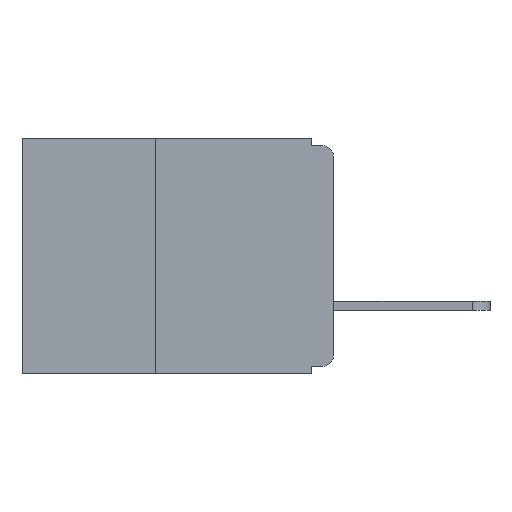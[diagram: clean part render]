
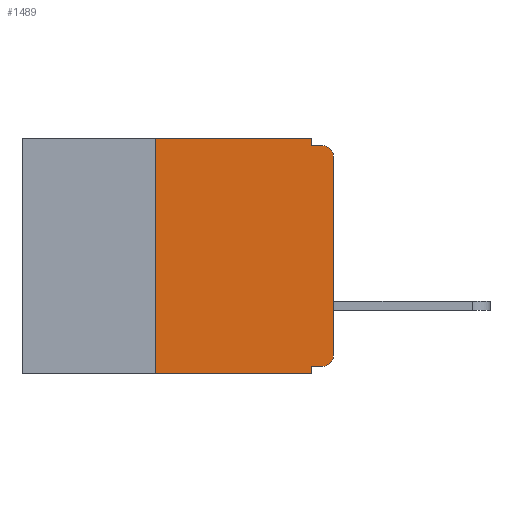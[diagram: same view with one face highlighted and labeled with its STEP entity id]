
A CAD part, left-side view. The second image highlights one B-rep face of the part: STEP entity #1489.
In plain terms, the highlighted planar face has unit normal (-1, 0, 0).
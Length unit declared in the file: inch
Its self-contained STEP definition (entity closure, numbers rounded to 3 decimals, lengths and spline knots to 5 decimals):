
#15 = EDGE_CURVE ( 'NONE', #11779, #8212, #1477, .T. ) ;
#25 = ORIENTED_EDGE ( 'NONE', *, *, #7737, .F. ) ;
#238 = ORIENTED_EDGE ( 'NONE', *, *, #2962, .F. ) ;
#242 = ORIENTED_EDGE ( 'NONE', *, *, #2144, .F. ) ;
#354 = CARTESIAN_POINT ( 'NONE',  ( 0., 0.015, -0.305 ) ) ;
#470 = CARTESIAN_POINT ( 'NONE',  ( 0., 0.031, 0. ) ) ;
#714 = CARTESIAN_POINT ( 'NONE',  ( 0., 0.015, -0.32 ) ) ;
#730 = CARTESIAN_POINT ( 'NONE',  ( 0., 0.437, 0. ) ) ;
#773 = ORIENTED_EDGE ( 'NONE', *, *, #7472, .T. ) ;
#1275 = ORIENTED_EDGE ( 'NONE', *, *, #7033, .T. ) ;
#1301 = LINE ( 'NONE', #11189, #2288 ) ;
#1386 = CARTESIAN_POINT ( 'NONE',  ( 0., 0.437, 0. ) ) ;
#1424 = LINE ( 'NONE', #1386, #4608 ) ;
#1477 = LINE ( 'NONE', #2177, #10330 ) ;
#1489 = ADVANCED_FACE ( 'NONE', ( #3923 ), #6230, .F. ) ;
#1528 = CIRCLE ( 'NONE', #3883, 0.015 ) ;
#1716 = ORIENTED_EDGE ( 'NONE', *, *, #15, .F. ) ;
#2144 = EDGE_CURVE ( 'NONE', #8212, #7682, #1301, .T. ) ;
#2177 = CARTESIAN_POINT ( 'NONE',  ( 0., 0.031, 0. ) ) ;
#2226 = DIRECTION ( 'NONE',  ( -1., 0., 0. ) ) ;
#2278 = LINE ( 'NONE', #6859, #10132 ) ;
#2288 = VECTOR ( 'NONE', #8550, 39.37008 ) ;
#2306 = DIRECTION ( 'NONE',  ( 0., -1., 0. ) ) ;
#2320 = VERTEX_POINT ( 'NONE', #9000 ) ;
#2322 = VECTOR ( 'NONE', #5314, 39.37008 ) ;
#2546 = ORIENTED_EDGE ( 'NONE', *, *, #5778, .F. ) ;
#2634 = DIRECTION ( 'NONE',  ( 1., 0., 0. ) ) ;
#2730 = VERTEX_POINT ( 'NONE', #6214 ) ;
#2962 = EDGE_CURVE ( 'NONE', #6607, #2320, #2278, .T. ) ;
#3143 = ORIENTED_EDGE ( 'NONE', *, *, #3306, .F. ) ;
#3270 = DIRECTION ( 'NONE',  ( 0., 1., 0. ) ) ;
#3306 = EDGE_CURVE ( 'NONE', #10127, #11779, #1424, .T. ) ;
#3456 = ORIENTED_EDGE ( 'NONE', *, *, #4766, .T. ) ;
#3558 = DIRECTION ( 'NONE',  ( 0., 0., -1. ) ) ;
#3883 = AXIS2_PLACEMENT_3D ( 'NONE', #11561, #6992, #6947 ) ;
#3923 = FACE_OUTER_BOUND ( 'NONE', #6065, .T. ) ;
#3954 = DIRECTION ( 'NONE',  ( 0., 0., 1. ) ) ;
#4474 = CARTESIAN_POINT ( 'NONE',  ( 0., 0.031, -0.33 ) ) ;
#4608 = VECTOR ( 'NONE', #2306, 39.37008 ) ;
#4766 = EDGE_CURVE ( 'NONE', #5575, #7682, #1528, .T. ) ;
#4838 = AXIS2_PLACEMENT_3D ( 'NONE', #354, #2226, #6833 ) ;
#5314 = DIRECTION ( 'NONE',  ( 0., -1., 0. ) ) ;
#5575 = VERTEX_POINT ( 'NONE', #9158 ) ;
#5778 = EDGE_CURVE ( 'NONE', #6081, #10127, #8030, .T. ) ;
#6065 = EDGE_LOOP ( 'NONE', ( #11583, #3456, #242, #1716, #3143, #2546, #1275, #25, #238, #773 ) ) ;
#6081 = VERTEX_POINT ( 'NONE', #8236 ) ;
#6214 = CARTESIAN_POINT ( 'NONE',  ( 0., 0.031, -0.33 ) ) ;
#6230 = PLANE ( 'NONE',  #10312 ) ;
#6607 = VERTEX_POINT ( 'NONE', #714 ) ;
#6678 = VECTOR ( 'NONE', #3558, 39.37008 ) ;
#6703 = CARTESIAN_POINT ( 'NONE',  ( 0., 0., -0.305 ) ) ;
#6833 = DIRECTION ( 'NONE',  ( 0., 0., -1. ) ) ;
#6835 = CIRCLE ( 'NONE', #4838, 0.015 ) ;
#6859 = CARTESIAN_POINT ( 'NONE',  ( 0., 0., -0.32 ) ) ;
#6947 = DIRECTION ( 'NONE',  ( 0., 0., -1. ) ) ;
#6992 = DIRECTION ( 'NONE',  ( -1., 0., 0. ) ) ;
#7033 = EDGE_CURVE ( 'NONE', #6081, #2730, #11049, .T. ) ;
#7213 = VECTOR ( 'NONE', #7631, 39.37008 ) ;
#7265 = CARTESIAN_POINT ( 'NONE',  ( 0., 0.015, -0.01 ) ) ;
#7302 = VERTEX_POINT ( 'NONE', #6703 ) ;
#7472 = EDGE_CURVE ( 'NONE', #6607, #7302, #6835, .T. ) ;
#7631 = DIRECTION ( 'NONE',  ( 0., 0., 1. ) ) ;
#7682 = VERTEX_POINT ( 'NONE', #7265 ) ;
#7737 = EDGE_CURVE ( 'NONE', #2320, #2730, #11036, .T. ) ;
#8030 = LINE ( 'NONE', #10415, #8908 ) ;
#8212 = VERTEX_POINT ( 'NONE', #8790 ) ;
#8236 = CARTESIAN_POINT ( 'NONE',  ( 0., 0.25, -0.33 ) ) ;
#8550 = DIRECTION ( 'NONE',  ( 0., -1., 0. ) ) ;
#8651 = LINE ( 'NONE', #11270, #7213 ) ;
#8790 = CARTESIAN_POINT ( 'NONE',  ( 0., 0.031, -0.01 ) ) ;
#8908 = VECTOR ( 'NONE', #3954, 39.37008 ) ;
#8991 = CARTESIAN_POINT ( 'NONE',  ( 0., 0.437, -0.33 ) ) ;
#9000 = CARTESIAN_POINT ( 'NONE',  ( 0., 0.031, -0.32 ) ) ;
#9158 = CARTESIAN_POINT ( 'NONE',  ( 0., 0., -0.025 ) ) ;
#9962 = EDGE_CURVE ( 'NONE', #7302, #5575, #8651, .T. ) ;
#10127 = VERTEX_POINT ( 'NONE', #10874 ) ;
#10132 = VECTOR ( 'NONE', #3270, 39.37008 ) ;
#10312 = AXIS2_PLACEMENT_3D ( 'NONE', #730, #2634, #10858 ) ;
#10330 = VECTOR ( 'NONE', #11599, 39.37008 ) ;
#10415 = CARTESIAN_POINT ( 'NONE',  ( 0., 0.25, -0.33 ) ) ;
#10858 = DIRECTION ( 'NONE',  ( 0., 0., -1. ) ) ;
#10874 = CARTESIAN_POINT ( 'NONE',  ( 0., 0.25, 0. ) ) ;
#11036 = LINE ( 'NONE', #4474, #6678 ) ;
#11049 = LINE ( 'NONE', #8991, #2322 ) ;
#11189 = CARTESIAN_POINT ( 'NONE',  ( 0., 0., -0.01 ) ) ;
#11270 = CARTESIAN_POINT ( 'NONE',  ( 0., 0., 0. ) ) ;
#11561 = CARTESIAN_POINT ( 'NONE',  ( 0., 0.015, -0.025 ) ) ;
#11583 = ORIENTED_EDGE ( 'NONE', *, *, #9962, .T. ) ;
#11599 = DIRECTION ( 'NONE',  ( 0., 0., -1. ) ) ;
#11779 = VERTEX_POINT ( 'NONE', #470 ) ;
